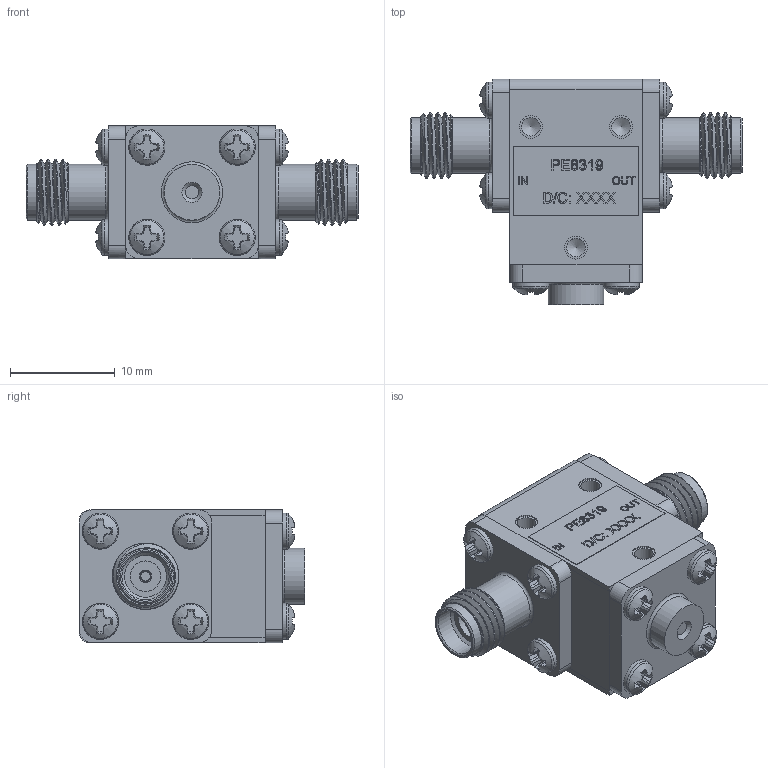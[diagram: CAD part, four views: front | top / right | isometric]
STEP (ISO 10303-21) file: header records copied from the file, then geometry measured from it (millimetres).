
FILE_DESCRIPTION (( 'STEP AP203' ), '1' );
FILE_NAME ('PE8319.step', '2020-01-10T17:04:01', ( '' ), ( '' ), 'SwSTEP 2.0', 'SolidWorks 2018', '' );
FILE_SCHEMA (( 'CONFIG_CONTROL_DESIGN' ));
Length unit declared in the file: inch
Products named in the file (1): PE8319
Bounding box: 31.75 x 21.59 x 12.75 mm (x, y, z)
Volume: 3983 mm3; surface area: 2654.9 mm2
Topology: 1 solids, 13 shells, 754 faces, 1948 edges, 1290 vertices
Faces by surface type: plane 451, bspline 161, cylinder 73, cone 66, torus 3
Full cylindrical faces by diameter (mm): 0.914 x2, 1.016 x2, 1.168 x2, 1.778 x3, 2.184 x3, 2.578 x12, 2.92 x2, 3.454 x12, 4.521 x2, 5.334 x5
Entity records: 45461 total; most frequent: CARTESIAN_POINT 29018, ORIENTED_EDGE 3706, DIRECTION 2648, EDGE_CURVE 1853, VERTEX_POINT 1265, VECTOR 930, LINE 930, EDGE_LOOP 918
